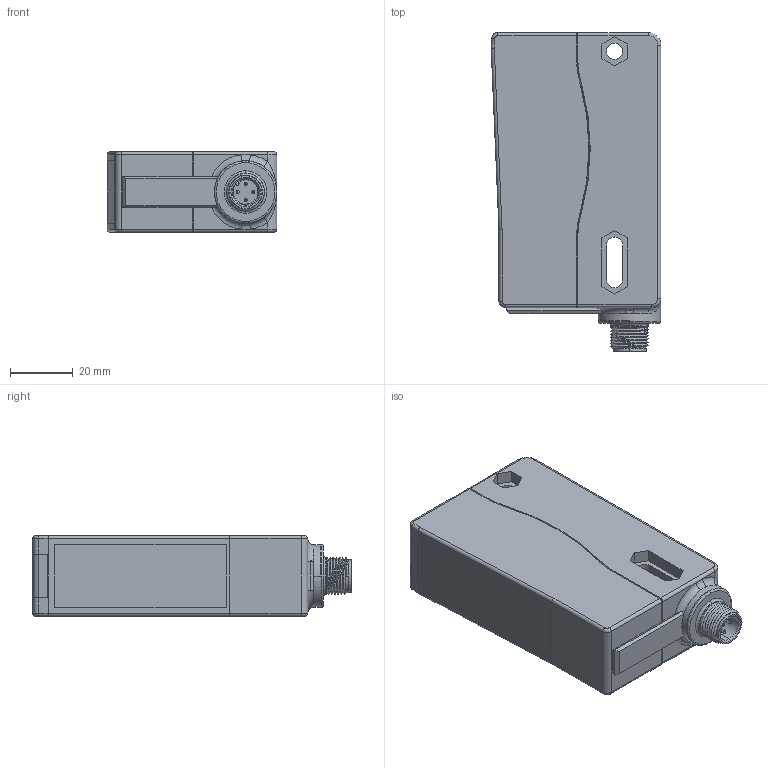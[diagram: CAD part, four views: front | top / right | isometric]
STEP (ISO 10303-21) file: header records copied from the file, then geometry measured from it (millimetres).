
FILE_DESCRIPTION((''),'2;1');
FILE_NAME('CAD1077_RL28_8H_73C','2009-11-23T',('clanger'),(''),'PRO/ENGINEER BY PARAMETRIC TECHNOLOGY CORPORATION, 2006300','PRO/ENGINEER BY PARAMETRIC TECHNOLOGY CORPORATION, 2006300','');
FILE_SCHEMA(('CONFIG_CONTROL_DESIGN'));
Length unit declared in the file: millimetre
Products named in the file (1): CAD1077_RL28_8H_73C
Bounding box: 54.3 x 102 x 25.8 mm (x, y, z)
Volume: 118485.8 mm3; surface area: 19816.6 mm2
Topology: 1 solids, 1 shells, 266 faces, 639 edges, 381 vertices
Faces by surface type: plane 119, cylinder 76, cone 31, torus 21, bspline 11, sphere 8
Entity records: 11276 total; most frequent: CARTESIAN_POINT 5098, DIRECTION 1295, ORIENTED_EDGE 1262, EDGE_CURVE 631, AXIS2_PLACEMENT_3D 460, VERTEX_POINT 381, VECTOR 375, LINE 375
